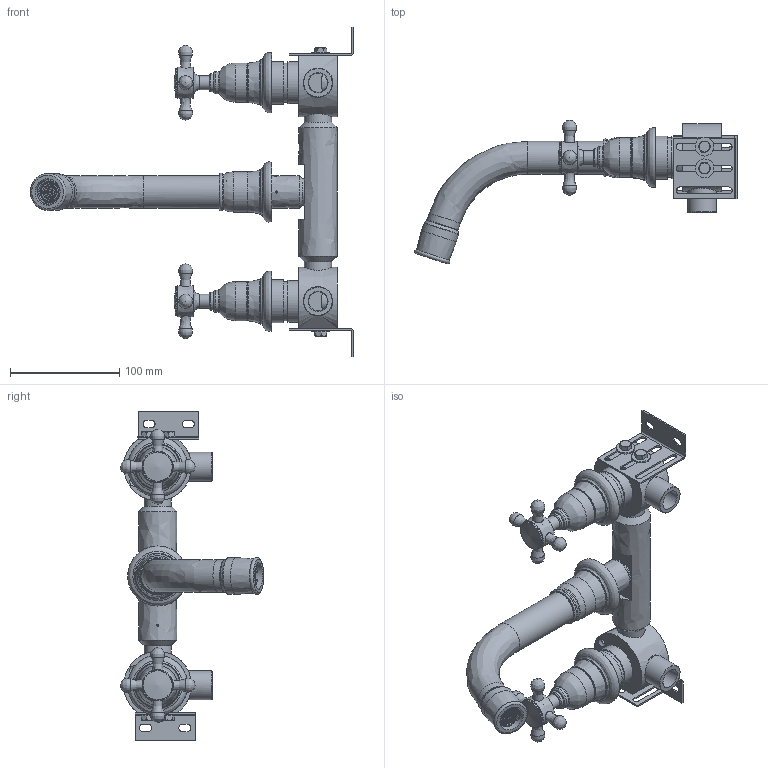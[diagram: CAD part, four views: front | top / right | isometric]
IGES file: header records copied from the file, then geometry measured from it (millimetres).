
Global section: file name: V2KA47-X; native system: Autodesk Inventor 2018; preprocessor: unknown; author: aduggalther; date: 20171221.092153; units: millimetre
Bounding box: 295.72 x 131.4 x 302 mm (x, y, z)
Volume: 617822.6 mm3; surface area: 291119.9 mm2
Topology: 63 solids, 66 shells, 2931 faces, 8141 edges, 5367 vertices
Faces by surface type: bspline 2931
